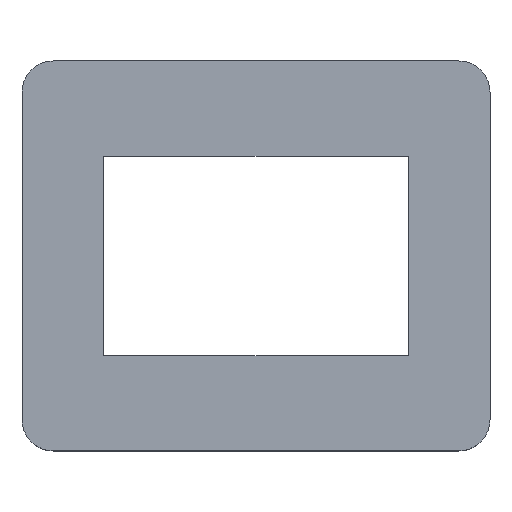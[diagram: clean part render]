
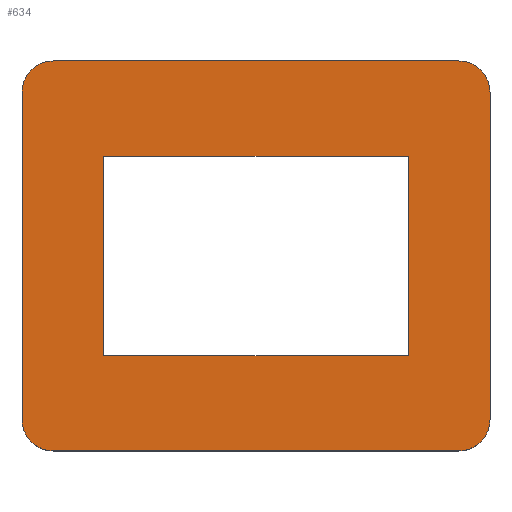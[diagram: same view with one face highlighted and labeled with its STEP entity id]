
A CAD part, top view. The second image highlights one B-rep face of the part: STEP entity #634.
In plain terms, the highlighted planar face has unit normal (0, 0, 1).
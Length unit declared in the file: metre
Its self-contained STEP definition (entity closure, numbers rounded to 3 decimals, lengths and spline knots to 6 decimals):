
#20=CIRCLE('',#683,0.002);
#21=CIRCLE('',#684,0.002);
#22=CIRCLE('',#685,0.002);
#23=CIRCLE('',#686,0.002);
#90=ORIENTED_EDGE('',*,*,#251,.T.);
#91=ORIENTED_EDGE('',*,*,#259,.T.);
#92=ORIENTED_EDGE('',*,*,#253,.F.);
#93=ORIENTED_EDGE('',*,*,#260,.T.);
#94=ORIENTED_EDGE('',*,*,#241,.F.);
#95=ORIENTED_EDGE('',*,*,#261,.T.);
#96=ORIENTED_EDGE('',*,*,#247,.T.);
#97=ORIENTED_EDGE('',*,*,#262,.T.);
#98=ORIENTED_EDGE('',*,*,#233,.F.);
#99=ORIENTED_EDGE('',*,*,#237,.T.);
#100=ORIENTED_EDGE('',*,*,#240,.T.);
#101=ORIENTED_EDGE('',*,*,#258,.F.);
#233=EDGE_CURVE('',#318,#319,#383,.T.);
#237=EDGE_CURVE('',#318,#321,#387,.T.);
#240=EDGE_CURVE('',#321,#323,#390,.T.);
#241=EDGE_CURVE('',#324,#325,#391,.T.);
#247=EDGE_CURVE('',#331,#330,#397,.T.);
#251=EDGE_CURVE('',#335,#334,#401,.T.);
#253=EDGE_CURVE('',#336,#337,#403,.T.);
#258=EDGE_CURVE('',#319,#323,#408,.T.);
#259=EDGE_CURVE('',#334,#337,#20,.T.);
#260=EDGE_CURVE('',#336,#325,#21,.T.);
#261=EDGE_CURVE('',#324,#331,#22,.T.);
#262=EDGE_CURVE('',#330,#335,#23,.T.);
#318=VERTEX_POINT('',#934);
#319=VERTEX_POINT('',#936);
#321=VERTEX_POINT('',#942);
#323=VERTEX_POINT('',#948);
#324=VERTEX_POINT('',#952);
#325=VERTEX_POINT('',#953);
#330=VERTEX_POINT('',#964);
#331=VERTEX_POINT('',#966);
#334=VERTEX_POINT('',#973);
#335=VERTEX_POINT('',#975);
#336=VERTEX_POINT('',#979);
#337=VERTEX_POINT('',#980);
#383=LINE('',#935,#457);
#387=LINE('',#943,#461);
#390=LINE('',#949,#464);
#391=LINE('',#951,#465);
#397=LINE('',#965,#471);
#401=LINE('',#974,#475);
#403=LINE('',#978,#477);
#408=LINE('',#988,#482);
#457=VECTOR('',#751,1.);
#461=VECTOR('',#757,1.);
#464=VECTOR('',#762,1.);
#465=VECTOR('',#765,1.);
#471=VECTOR('',#773,1.);
#475=VECTOR('',#779,1.);
#477=VECTOR('',#783,1.);
#482=VECTOR('',#790,1.);
#527=EDGE_LOOP('',(#90,#91,#92,#93,#94,#95,#96,#97));
#528=EDGE_LOOP('',(#98,#99,#100,#101));
#567=FACE_BOUND('',#527,.T.);
#568=FACE_BOUND('',#528,.T.);
#607=PLANE('',#682);
#634=ADVANCED_FACE('',(#567,#568),#607,.T.);
#682=AXIS2_PLACEMENT_3D('',#989,#791,#792);
#683=AXIS2_PLACEMENT_3D('',#990,#793,#794);
#684=AXIS2_PLACEMENT_3D('',#991,#795,#796);
#685=AXIS2_PLACEMENT_3D('',#992,#797,#798);
#686=AXIS2_PLACEMENT_3D('',#993,#799,#800);
#751=DIRECTION('',(-1.,0.,0.));
#757=DIRECTION('',(0.,-1.,0.));
#762=DIRECTION('',(-1.,0.,0.));
#765=DIRECTION('',(0.,-1.,0.));
#773=DIRECTION('',(-1.,0.,0.));
#779=DIRECTION('',(0.,-1.,0.));
#783=DIRECTION('',(-1.,0.,0.));
#790=DIRECTION('',(0.,-1.,0.));
#791=DIRECTION('',(0.,0.,1.));
#792=DIRECTION('',(1.,0.,0.));
#793=DIRECTION('',(0.,0.,1.));
#794=DIRECTION('',(1.,0.,0.));
#795=DIRECTION('',(0.,0.,1.));
#796=DIRECTION('',(1.,0.,0.));
#797=DIRECTION('',(0.,0.,1.));
#798=DIRECTION('',(1.,0.,0.));
#799=DIRECTION('',(0.,0.,1.));
#800=DIRECTION('',(1.,0.,0.));
#934=CARTESIAN_POINT('',(0.00975,0.0064,0.0012));
#935=CARTESIAN_POINT('',(0.,0.0064,0.0012));
#936=CARTESIAN_POINT('',(-0.00975,0.0064,0.0012));
#942=CARTESIAN_POINT('',(0.00975,-0.0064,0.0012));
#943=CARTESIAN_POINT('',(0.00975,0.,0.0012));
#948=CARTESIAN_POINT('',(-0.00975,-0.0064,0.0012));
#949=CARTESIAN_POINT('',(0.,-0.0064,0.0012));
#951=CARTESIAN_POINT('',(0.015,0.,0.0012));
#952=CARTESIAN_POINT('',(0.015,0.0105,0.0012));
#953=CARTESIAN_POINT('',(0.015,-0.0105,0.0012));
#964=CARTESIAN_POINT('',(-0.013,0.0125,0.0012));
#965=CARTESIAN_POINT('',(0.,0.0125,0.0012));
#966=CARTESIAN_POINT('',(0.013,0.0125,0.0012));
#973=CARTESIAN_POINT('',(-0.015,-0.0105,0.0012));
#974=CARTESIAN_POINT('',(-0.015,0.,0.0012));
#975=CARTESIAN_POINT('',(-0.015,0.0105,0.0012));
#978=CARTESIAN_POINT('',(0.,-0.0125,0.0012));
#979=CARTESIAN_POINT('',(0.013,-0.0125,0.0012));
#980=CARTESIAN_POINT('',(-0.013,-0.0125,0.0012));
#988=CARTESIAN_POINT('',(-0.00975,0.,0.0012));
#989=CARTESIAN_POINT('',(0.,0.,0.0012));
#990=CARTESIAN_POINT('',(-0.013,-0.0105,0.0012));
#991=CARTESIAN_POINT('',(0.013,-0.0105,0.0012));
#992=CARTESIAN_POINT('',(0.013,0.0105,0.0012));
#993=CARTESIAN_POINT('',(-0.013,0.0105,0.0012));
